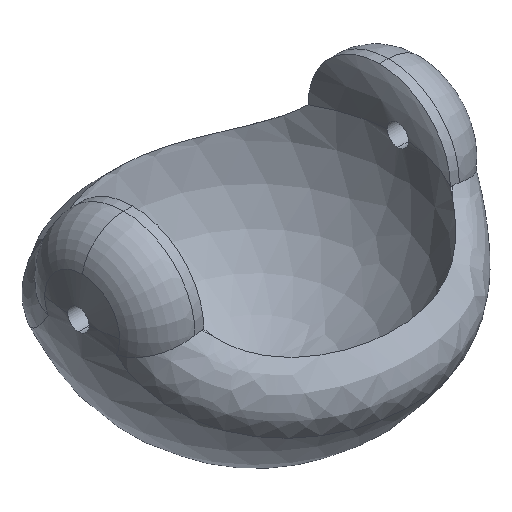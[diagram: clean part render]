
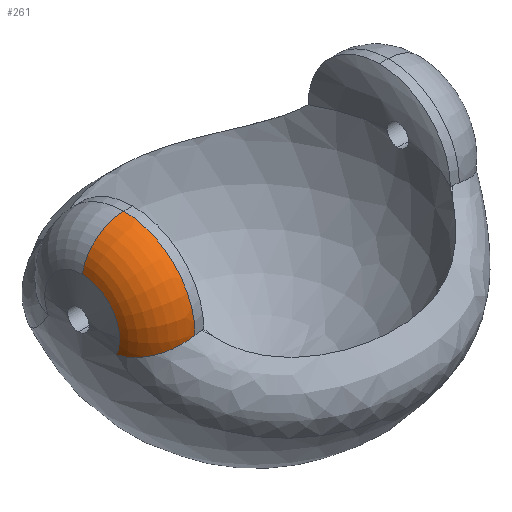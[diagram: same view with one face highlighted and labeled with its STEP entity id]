
A CAD part, isometric view. The second image highlights one B-rep face of the part: STEP entity #261.
In plain terms, the highlighted toroidal (fillet/blend) face has major radius 4 mm and minor radius 6 mm.
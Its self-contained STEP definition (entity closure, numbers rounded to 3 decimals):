
#10 = EDGE_CURVE ( 'NONE', #713, #1083, #520, .T. ) ;
#16 = AXIS2_PLACEMENT_3D ( 'NONE', #48, #410, #185 ) ;
#48 = CARTESIAN_POINT ( 'NONE',  ( -18.574, 0., 0. ) ) ;
#112 = ORIENTED_EDGE ( 'NONE', *, *, #544, .F. ) ;
#133 = DIRECTION ( 'NONE',  ( 0., 1., 0. ) ) ;
#141 = TOROIDAL_SURFACE ( 'NONE', #16, 4., 6. ) ;
#166 = CARTESIAN_POINT ( 'NONE',  ( -22.17, -8.738, -1.169 ) ) ;
#185 = DIRECTION ( 'NONE',  ( 0., 0., -1. ) ) ;
#204 = DIRECTION ( 'NONE',  ( 0., 0., -1. ) ) ;
#223 = DIRECTION ( 'NONE',  ( 1., 0., 0. ) ) ;
#244 = VERTEX_POINT ( 'NONE', #1366 ) ;
#261 = ADVANCED_FACE ( 'NONE', ( #397 ), #141, .T. ) ;
#273 = CARTESIAN_POINT ( 'NONE',  ( -24.44, 0., 0. ) ) ;
#296 = CARTESIAN_POINT ( 'NONE',  ( -18.574, -10., -0.098 ) ) ;
#323 = CARTESIAN_POINT ( 'NONE',  ( -24.44, -4.793, -2.174 ) ) ;
#343 = CARTESIAN_POINT ( 'NONE',  ( -18.936, -9.999, -0.174 ) ) ;
#356 = ORIENTED_EDGE ( 'NONE', *, *, #494, .T. ) ;
#359 = CARTESIAN_POINT ( 'NONE',  ( -22.93, -8.007, -1.473 ) ) ;
#369 = CARTESIAN_POINT ( 'NONE',  ( -20.982, -9.478, -0.747 ) ) ;
#373 = CARTESIAN_POINT ( 'NONE',  ( -23.897, -6.517, -1.905 ) ) ;
#382 = B_SPLINE_CURVE_WITH_KNOTS ( 'NONE', 3,
 ( #1408, #1438, #1197, #1286, #373, #820, #1434, #359, #1215, #166, #908, #477, #369, #903, #1334, #435, #343, #481 ),
 .UNSPECIFIED., .F., .F.,
 ( 4, 2, 2, 2, 2, 2, 2, 2, 4 ),
 ( 0., 0.001, 0.002, 0.003, 0.004, 0.006, 0.007, 0.008, 0.009 ),
 .UNSPECIFIED. ) ;
#388 = ORIENTED_EDGE ( 'NONE', *, *, #516, .F. ) ;
#394 = CIRCLE ( 'NONE', #809, 6. ) ;
#397 = FACE_OUTER_BOUND ( 'NONE', #685, .T. ) ;
#410 = DIRECTION ( 'NONE',  ( 1., 0., 0. ) ) ;
#435 = CARTESIAN_POINT ( 'NONE',  ( -19.289, -9.965, -0.259 ) ) ;
#440 = CARTESIAN_POINT ( 'NONE',  ( -18.574, 0., 0. ) ) ;
#477 = CARTESIAN_POINT ( 'NONE',  ( -21.294, -9.321, -0.852 ) ) ;
#481 = CARTESIAN_POINT ( 'NONE',  ( -18.574, -10., -0.098 ) ) ;
#494 = EDGE_CURVE ( 'NONE', #942, #1083, #382, .T. ) ;
#516 = EDGE_CURVE ( 'NONE', #603, #713, #394, .T. ) ;
#520 = CIRCLE ( 'NONE', #865, 10. ) ;
#525 = AXIS2_PLACEMENT_3D ( 'NONE', #273, #630, #204 ) ;
#544 = EDGE_CURVE ( 'NONE', #244, #603, #886, .T. ) ;
#577 = CARTESIAN_POINT ( 'NONE',  ( -18.574, 0., 4. ) ) ;
#579 = ORIENTED_EDGE ( 'NONE', *, *, #10, .F. ) ;
#603 = VERTEX_POINT ( 'NONE', #1219 ) ;
#630 = DIRECTION ( 'NONE',  ( -1., 0., 0. ) ) ;
#637 = DIRECTION ( 'NONE',  ( 0., 0., -1. ) ) ;
#668 = CARTESIAN_POINT ( 'NONE',  ( -24.44, 0., 0. ) ) ;
#685 = EDGE_LOOP ( 'NONE', ( #388, #112, #850, #356, #579 ) ) ;
#689 = DIRECTION ( 'NONE',  ( 0., 0., 1. ) ) ;
#713 = VERTEX_POINT ( 'NONE', #831 ) ;
#794 = DIRECTION ( 'NONE',  ( -1., 0., 0. ) ) ;
#809 = AXIS2_PLACEMENT_3D ( 'NONE', #577, #133, #689 ) ;
#820 = CARTESIAN_POINT ( 'NONE',  ( -23.559, -7.147, -1.748 ) ) ;
#831 = CARTESIAN_POINT ( 'NONE',  ( -18.574, 0., 10. ) ) ;
#850 = ORIENTED_EDGE ( 'NONE', *, *, #1470, .F. ) ;
#865 = AXIS2_PLACEMENT_3D ( 'NONE', #440, #223, #637 ) ;
#885 = AXIS2_PLACEMENT_3D ( 'NONE', #668, #794, #1322 ) ;
#886 = CIRCLE ( 'NONE', #885, 5.263 ) ;
#903 = CARTESIAN_POINT ( 'NONE',  ( -20.323, -9.736, -0.541 ) ) ;
#908 = CARTESIAN_POINT ( 'NONE',  ( -21.887, -8.952, -1.062 ) ) ;
#942 = VERTEX_POINT ( 'NONE', #323 ) ;
#1033 = CIRCLE ( 'NONE', #525, 5.263 ) ;
#1083 = VERTEX_POINT ( 'NONE', #296 ) ;
#1197 = CARTESIAN_POINT ( 'NONE',  ( -24.278, -5.509, -2.092 ) ) ;
#1215 = CARTESIAN_POINT ( 'NONE',  ( -22.692, -8.265, -1.374 ) ) ;
#1219 = CARTESIAN_POINT ( 'NONE',  ( -24.44, 0., 5.263 ) ) ;
#1286 = CARTESIAN_POINT ( 'NONE',  ( -24.041, -6.189, -1.974 ) ) ;
#1322 = DIRECTION ( 'NONE',  ( 0., 0., -1. ) ) ;
#1334 = CARTESIAN_POINT ( 'NONE',  ( -19.982, -9.834, -0.442 ) ) ;
#1366 = CARTESIAN_POINT ( 'NONE',  ( -24.44, -5.263, 0. ) ) ;
#1408 = CARTESIAN_POINT ( 'NONE',  ( -24.44, -4.793, -2.174 ) ) ;
#1434 = CARTESIAN_POINT ( 'NONE',  ( -23.363, -7.45, -1.659 ) ) ;
#1438 = CARTESIAN_POINT ( 'NONE',  ( -24.372, -5.154, -2.14 ) ) ;
#1470 = EDGE_CURVE ( 'NONE', #942, #244, #1033, .T. ) ;
